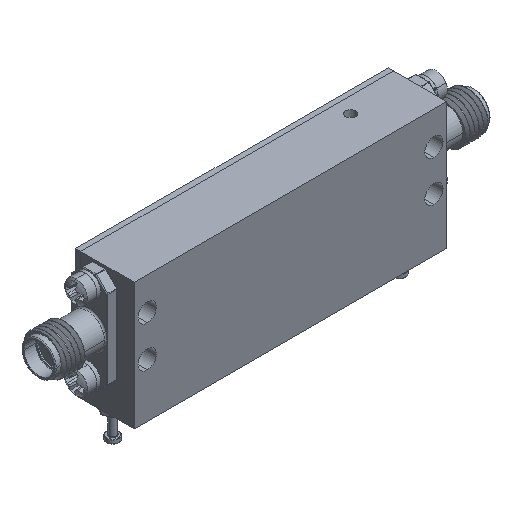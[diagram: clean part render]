
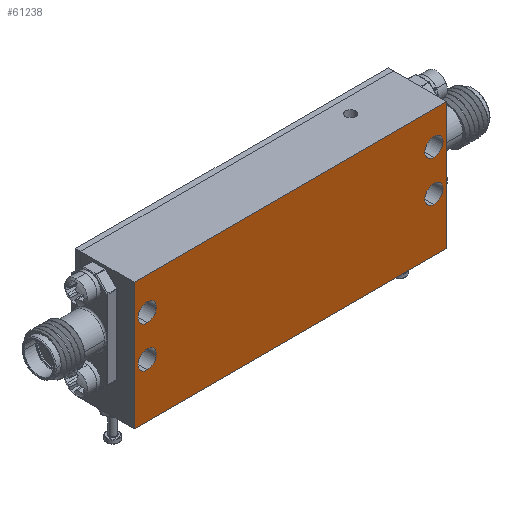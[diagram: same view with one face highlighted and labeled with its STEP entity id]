
A CAD part, isometric view. The second image highlights one B-rep face of the part: STEP entity #61238.
In plain terms, the highlighted planar face has unit normal (0, -1, 0).
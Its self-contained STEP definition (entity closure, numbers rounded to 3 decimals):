
#8 = DIRECTION ( 'NONE',  ( 0., 0., 1. ) ) ;
#1312 = CARTESIAN_POINT ( 'NONE',  ( 0., 0., 0. ) ) ;
#1498 = EDGE_CURVE ( 'NONE', #48065, #13563, #63167, .T. ) ;
#2057 = LINE ( 'NONE', #24206, #31483 ) ;
#2173 = CARTESIAN_POINT ( 'NONE',  ( 2.032, 0., -11.43 ) ) ;
#2248 = CARTESIAN_POINT ( 'NONE',  ( 0., 0., 0. ) ) ;
#2363 = FACE_BOUND ( 'NONE', #63577, .T. ) ;
#2785 = CARTESIAN_POINT ( 'NONE',  ( 48.768, 0., -19.812 ) ) ;
#3899 = ORIENTED_EDGE ( 'NONE', *, *, #59475, .F. ) ;
#5173 = VECTOR ( 'NONE', #59607, 1000. ) ;
#6971 = EDGE_CURVE ( 'NONE', #16754, #70364, #2057, .T. ) ;
#7053 = EDGE_LOOP ( 'NONE', ( #56223, #3899, #70528, #11141 ) ) ;
#7696 = DIRECTION ( 'NONE',  ( 0., 0., 1. ) ) ;
#8101 = ORIENTED_EDGE ( 'NONE', *, *, #32651, .T. ) ;
#8277 = VERTEX_POINT ( 'NONE', #63975 ) ;
#10473 = EDGE_CURVE ( 'NONE', #70364, #20817, #25438, .T. ) ;
#11141 = ORIENTED_EDGE ( 'NONE', *, *, #10473, .F. ) ;
#11281 = VERTEX_POINT ( 'NONE', #45093 ) ;
#11814 = CARTESIAN_POINT ( 'NONE',  ( 46.736, 0., -6.502 ) ) ;
#12567 = FACE_BOUND ( 'NONE', #46699, .T. ) ;
#12678 = DIRECTION ( 'NONE',  ( 0., 1., 0. ) ) ;
#13090 = CARTESIAN_POINT ( 'NONE',  ( 46.736, 0., -11.43 ) ) ;
#13292 = DIRECTION ( 'NONE',  ( 0., 1., 0. ) ) ;
#13563 = VERTEX_POINT ( 'NONE', #21780 ) ;
#13623 = FACE_OUTER_BOUND ( 'NONE', #7053, .T. ) ;
#14492 = DIRECTION ( 'NONE',  ( 0., 0., 1. ) ) ;
#14552 = CARTESIAN_POINT ( 'NONE',  ( 0., 0., 0. ) ) ;
#15299 = EDGE_CURVE ( 'NONE', #46475, #27491, #23741, .T. ) ;
#15481 = CARTESIAN_POINT ( 'NONE',  ( 46.736, 0., -10.008 ) ) ;
#15563 = CIRCLE ( 'NONE', #24814, 1.422 ) ;
#15841 = AXIS2_PLACEMENT_3D ( 'NONE', #57208, #23290, #7696 ) ;
#16115 = CARTESIAN_POINT ( 'NONE',  ( 46.736, 0., -12.852 ) ) ;
#16754 = VERTEX_POINT ( 'NONE', #19496 ) ;
#18003 = EDGE_CURVE ( 'NONE', #42187, #8277, #55700, .T. ) ;
#19175 = CARTESIAN_POINT ( 'NONE',  ( 46.736, 0., -5.08 ) ) ;
#19496 = CARTESIAN_POINT ( 'NONE',  ( 0., 0., -19.812 ) ) ;
#20817 = VERTEX_POINT ( 'NONE', #22663 ) ;
#21780 = CARTESIAN_POINT ( 'NONE',  ( 2.032, 0., -10.008 ) ) ;
#22660 = ORIENTED_EDGE ( 'NONE', *, *, #1498, .T. ) ;
#22663 = CARTESIAN_POINT ( 'NONE',  ( 48.768, 0., 0. ) ) ;
#23290 = DIRECTION ( 'NONE',  ( 0., 1., 0. ) ) ;
#23741 = CIRCLE ( 'NONE', #60670, 1.422 ) ;
#24206 = CARTESIAN_POINT ( 'NONE',  ( 0., 0., -19.812 ) ) ;
#24294 = ORIENTED_EDGE ( 'NONE', *, *, #18003, .T. ) ;
#24814 = AXIS2_PLACEMENT_3D ( 'NONE', #13090, #34466, #35525 ) ;
#25438 = LINE ( 'NONE', #2248, #44436 ) ;
#27491 = VERTEX_POINT ( 'NONE', #15481 ) ;
#28402 = CIRCLE ( 'NONE', #68824, 1.422 ) ;
#29066 = EDGE_CURVE ( 'NONE', #20817, #63971, #37314, .T. ) ;
#29774 = VERTEX_POINT ( 'NONE', #11814 ) ;
#30279 = CARTESIAN_POINT ( 'NONE',  ( 2.032, 0., -6.502 ) ) ;
#31483 = VECTOR ( 'NONE', #8, 1000. ) ;
#31794 = CIRCLE ( 'NONE', #71150, 1.422 ) ;
#32019 = AXIS2_PLACEMENT_3D ( 'NONE', #42636, #47342, #52808 ) ;
#32651 = EDGE_CURVE ( 'NONE', #8277, #42187, #67860, .T. ) ;
#33118 = CARTESIAN_POINT ( 'NONE',  ( 48.768, 0., -19.812 ) ) ;
#34466 = DIRECTION ( 'NONE',  ( 0., 1., 0. ) ) ;
#34920 = DIRECTION ( 'NONE',  ( 0., 1., 0. ) ) ;
#35004 = FACE_BOUND ( 'NONE', #47074, .T. ) ;
#35525 = DIRECTION ( 'NONE',  ( 0., 0., 1. ) ) ;
#35709 = FACE_BOUND ( 'NONE', #52779, .T. ) ;
#36206 = DIRECTION ( 'NONE',  ( 0., 0., 1. ) ) ;
#36763 = DIRECTION ( 'NONE',  ( 0., 0., 1. ) ) ;
#37314 = LINE ( 'NONE', #59373, #52320 ) ;
#38021 = DIRECTION ( 'NONE',  ( 0., 1., 0. ) ) ;
#40620 = ORIENTED_EDGE ( 'NONE', *, *, #60005, .T. ) ;
#42181 = DIRECTION ( 'NONE',  ( 0., 1., 0. ) ) ;
#42187 = VERTEX_POINT ( 'NONE', #30279 ) ;
#42636 = CARTESIAN_POINT ( 'NONE',  ( 2.032, 0., -11.43 ) ) ;
#44436 = VECTOR ( 'NONE', #69599, 1000. ) ;
#44882 = DIRECTION ( 'NONE',  ( 0., 0., -1. ) ) ;
#45093 = CARTESIAN_POINT ( 'NONE',  ( 46.736, 0., -3.658 ) ) ;
#45823 = DIRECTION ( 'NONE',  ( 0., 0., 1. ) ) ;
#46475 = VERTEX_POINT ( 'NONE', #16115 ) ;
#46699 = EDGE_LOOP ( 'NONE', ( #61529, #64929 ) ) ;
#47074 = EDGE_LOOP ( 'NONE', ( #40620, #47513 ) ) ;
#47342 = DIRECTION ( 'NONE',  ( 0., 1., 0. ) ) ;
#47513 = ORIENTED_EDGE ( 'NONE', *, *, #51441, .T. ) ;
#48065 = VERTEX_POINT ( 'NONE', #55473 ) ;
#51441 = EDGE_CURVE ( 'NONE', #29774, #11281, #31794, .T. ) ;
#52320 = VECTOR ( 'NONE', #44882, 1000. ) ;
#52779 = EDGE_LOOP ( 'NONE', ( #8101, #24294 ) ) ;
#52808 = DIRECTION ( 'NONE',  ( 0., 0., 1. ) ) ;
#54294 = CARTESIAN_POINT ( 'NONE',  ( 46.736, 0., -5.08 ) ) ;
#54952 = AXIS2_PLACEMENT_3D ( 'NONE', #2173, #57882, #36206 ) ;
#55473 = CARTESIAN_POINT ( 'NONE',  ( 2.032, 0., -12.852 ) ) ;
#55700 = CIRCLE ( 'NONE', #69573, 1.422 ) ;
#56223 = ORIENTED_EDGE ( 'NONE', *, *, #6971, .F. ) ;
#57208 = CARTESIAN_POINT ( 'NONE',  ( 2.032, 0., -5.08 ) ) ;
#57723 = PLANE ( 'NONE',  #59594 ) ;
#57882 = DIRECTION ( 'NONE',  ( 0., 1., 0. ) ) ;
#59373 = CARTESIAN_POINT ( 'NONE',  ( 48.768, 0., 0. ) ) ;
#59475 = EDGE_CURVE ( 'NONE', #63971, #16754, #69436, .T. ) ;
#59594 = AXIS2_PLACEMENT_3D ( 'NONE', #1312, #13292, #45823 ) ;
#59607 = DIRECTION ( 'NONE',  ( -1., 0., 0. ) ) ;
#59960 = EDGE_CURVE ( 'NONE', #13563, #48065, #67704, .T. ) ;
#60005 = EDGE_CURVE ( 'NONE', #11281, #29774, #28402, .T. ) ;
#60670 = AXIS2_PLACEMENT_3D ( 'NONE', #62390, #34920, #67496 ) ;
#61238 = ADVANCED_FACE ( 'NONE', ( #13623, #12567, #35004, #35709, #2363 ), #57723, .F. ) ;
#61529 = ORIENTED_EDGE ( 'NONE', *, *, #68075, .T. ) ;
#62390 = CARTESIAN_POINT ( 'NONE',  ( 46.736, 0., -11.43 ) ) ;
#63167 = CIRCLE ( 'NONE', #32019, 1.422 ) ;
#63201 = CARTESIAN_POINT ( 'NONE',  ( 2.032, 0., -5.08 ) ) ;
#63281 = DIRECTION ( 'NONE',  ( 0., 0., 1. ) ) ;
#63577 = EDGE_LOOP ( 'NONE', ( #63721, #22660 ) ) ;
#63721 = ORIENTED_EDGE ( 'NONE', *, *, #59960, .T. ) ;
#63971 = VERTEX_POINT ( 'NONE', #33118 ) ;
#63975 = CARTESIAN_POINT ( 'NONE',  ( 2.032, 0., -3.658 ) ) ;
#64929 = ORIENTED_EDGE ( 'NONE', *, *, #15299, .T. ) ;
#67496 = DIRECTION ( 'NONE',  ( 0., 0., 1. ) ) ;
#67704 = CIRCLE ( 'NONE', #54952, 1.422 ) ;
#67860 = CIRCLE ( 'NONE', #15841, 1.422 ) ;
#68075 = EDGE_CURVE ( 'NONE', #27491, #46475, #15563, .T. ) ;
#68824 = AXIS2_PLACEMENT_3D ( 'NONE', #54294, #38021, #14492 ) ;
#69436 = LINE ( 'NONE', #2785, #5173 ) ;
#69573 = AXIS2_PLACEMENT_3D ( 'NONE', #63201, #42181, #36763 ) ;
#69599 = DIRECTION ( 'NONE',  ( 1., 0., 0. ) ) ;
#70364 = VERTEX_POINT ( 'NONE', #14552 ) ;
#70528 = ORIENTED_EDGE ( 'NONE', *, *, #29066, .F. ) ;
#71150 = AXIS2_PLACEMENT_3D ( 'NONE', #19175, #12678, #63281 ) ;
